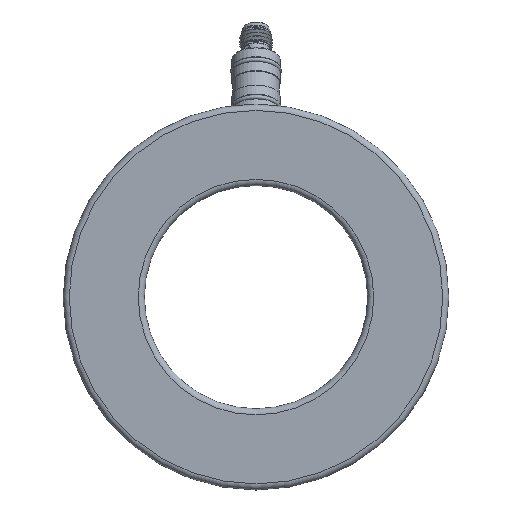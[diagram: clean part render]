
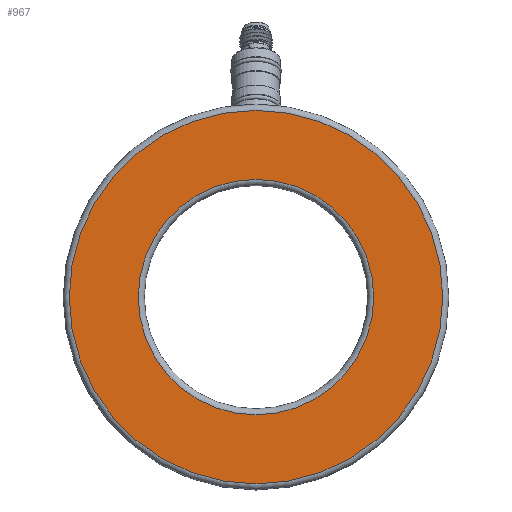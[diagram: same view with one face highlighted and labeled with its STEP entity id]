
A CAD part, front view. The second image highlights one B-rep face of the part: STEP entity #967.
In plain terms, the highlighted planar face has unit normal (0, -1, 0).
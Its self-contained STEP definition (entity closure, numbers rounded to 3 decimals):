
#187 = VERTEX_POINT ( 'NONE', #651 ) ;
#268 = CARTESIAN_POINT ( 'NONE',  ( 0., -23.5, 46. ) ) ;
#513 = DIRECTION ( 'NONE',  ( 0., 0., 1. ) ) ;
#542 = DIRECTION ( 'NONE',  ( 0., 0., 1. ) ) ;
#651 = CARTESIAN_POINT ( 'NONE',  ( 0., -23.5, 29. ) ) ;
#697 = CIRCLE ( 'NONE', #2514, 29. ) ;
#808 = EDGE_CURVE ( 'NONE', #1379, #1379, #2214, .T. ) ;
#917 = PLANE ( 'NONE',  #1398 ) ;
#967 = ADVANCED_FACE ( 'NONE', ( #1186, #2230 ), #917, .F. ) ;
#1186 = FACE_BOUND ( 'NONE', #1801, .T. ) ;
#1216 = EDGE_LOOP ( 'NONE', ( #2188 ) ) ;
#1237 = DIRECTION ( 'NONE',  ( 0., -1., 0. ) ) ;
#1379 = VERTEX_POINT ( 'NONE', #268 ) ;
#1398 = AXIS2_PLACEMENT_3D ( 'NONE', #1558, #2014, #513 ) ;
#1442 = CARTESIAN_POINT ( 'NONE',  ( 0., -23.5, 0. ) ) ;
#1558 = CARTESIAN_POINT ( 'NONE',  ( 0., -23.5, 0. ) ) ;
#1649 = CARTESIAN_POINT ( 'NONE',  ( 0., -23.5, 0. ) ) ;
#1717 = DIRECTION ( 'NONE',  ( 0., 0., 1. ) ) ;
#1801 = EDGE_LOOP ( 'NONE', ( #2368 ) ) ;
#2014 = DIRECTION ( 'NONE',  ( 0., 1., 0. ) ) ;
#2080 = AXIS2_PLACEMENT_3D ( 'NONE', #1442, #1237, #1717 ) ;
#2188 = ORIENTED_EDGE ( 'NONE', *, *, #808, .T. ) ;
#2214 = CIRCLE ( 'NONE', #2080, 46. ) ;
#2230 = FACE_OUTER_BOUND ( 'NONE', #1216, .T. ) ;
#2368 = ORIENTED_EDGE ( 'NONE', *, *, #2589, .T. ) ;
#2514 = AXIS2_PLACEMENT_3D ( 'NONE', #1649, #2515, #542 ) ;
#2515 = DIRECTION ( 'NONE',  ( 0., 1., 0. ) ) ;
#2589 = EDGE_CURVE ( 'NONE', #187, #187, #697, .T. ) ;
